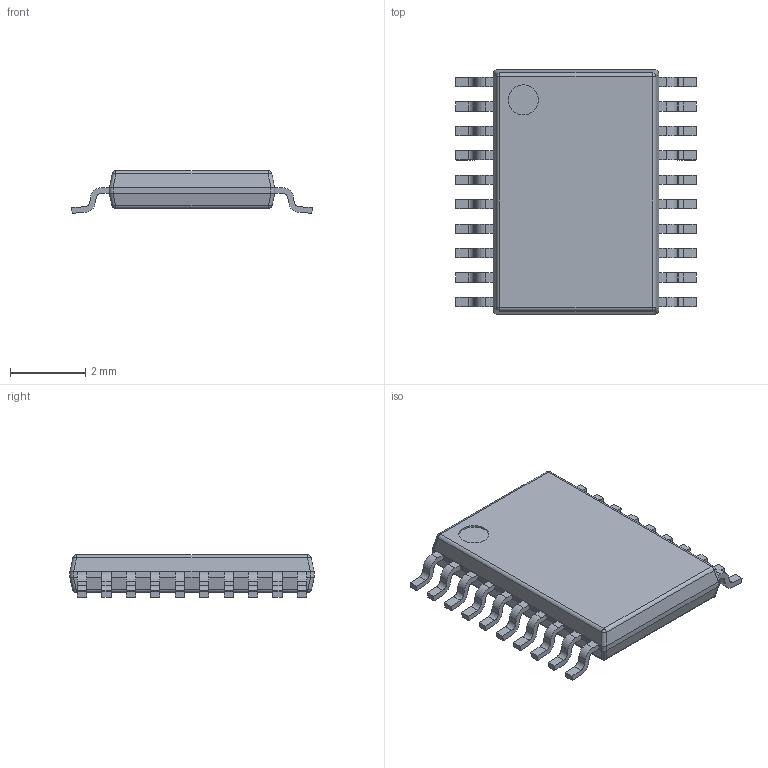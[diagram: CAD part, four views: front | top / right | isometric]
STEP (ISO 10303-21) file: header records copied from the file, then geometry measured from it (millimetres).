
FILE_DESCRIPTION((''),'2;1');
FILE_NAME('PWP0020C_ASM','2021-07-22T14:44:35',('a0412086'),(''),'CREO PARAMETRIC BY PTC INC, 2018500','CREO PARAMETRIC BY PTC INC, 2018500','');
FILE_SCHEMA(('CONFIG_CONTROL_DESIGN','SHAPE_APPEARANCE_LAYERS_GROUPS'));
Length unit declared in the file: millimetre
Products named in the file (4): BODY-TSSOP; LEAD-TSSOP; DAP; PWP0020C_ASM
Assembly tree (22 placements, depth 2):
  PWP0020C_ASM
    BODY-TSSOP
    LEAD-TSSOP  x20
    DAP
Bounding box: 6.4 x 6.5 x 1.13 mm (x, y, z)
Volume: 28.6 mm3; surface area: 109.2 mm2
Topology: 22 solids, 22 shells, 336 faces, 846 edges, 556 vertices
Faces by surface type: plane 226, cylinder 102, sphere 8
Entity records: 2790 total; most frequent: CARTESIAN_POINT 450, DIRECTION 366, ORIENTED_EDGE 324, PRESENTATION_STYLE_ASSIGNMENT 165, STYLED_ITEM 165, CURVE_STYLE 162, EDGE_CURVE 162, AXIS2_PLACEMENT_3D 132
